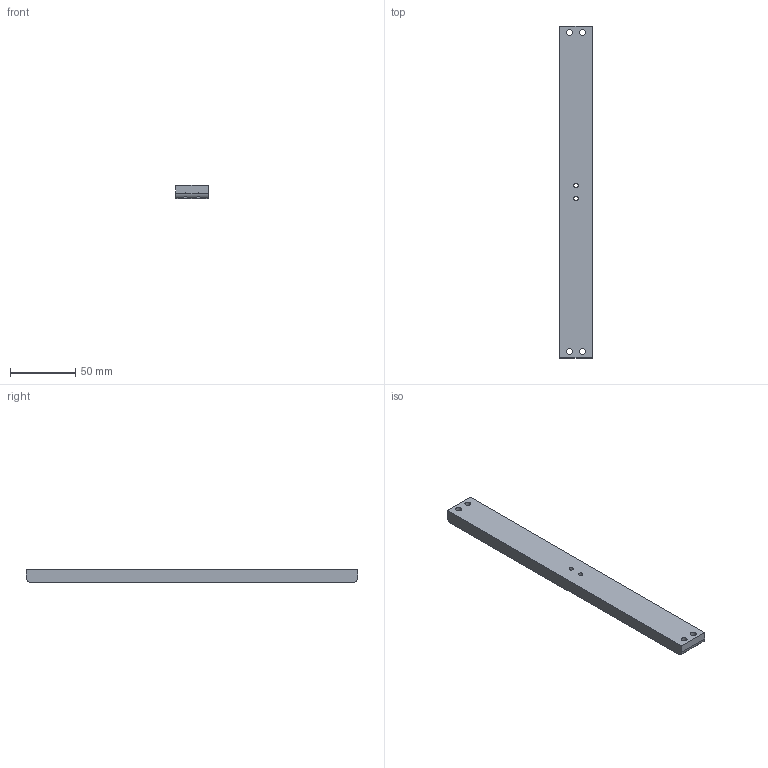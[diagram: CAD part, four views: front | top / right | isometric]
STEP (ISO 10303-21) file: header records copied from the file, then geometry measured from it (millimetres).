
FILE_DESCRIPTION (( 'STEP AP203' ), '1' );
FILE_NAME ('ROV-USI-002A-RENFORT LEVAGE.STEP', '2024-05-23T07:44:03', ( '' ), ( '' ), 'SwSTEP 2.0', 'SolidWorks 2016', '' );
FILE_SCHEMA (( 'CONFIG_CONTROL_DESIGN' ));
Length unit declared in the file: millimetre
Products named in the file (1): ROV-USI-002A-RENFORT LEVAGE
Bounding box: 25 x 255 x 10 mm (x, y, z)
Volume: 61745 mm3; surface area: 19547 mm2
Topology: 1 solids, 1 shells, 52 faces, 140 edges, 85 vertices
Faces by surface type: cylinder 32, cone 10, plane 10
Entity records: 1807 total; most frequent: CARTESIAN_POINT 400, DIRECTION 300, ORIENTED_EDGE 260, EDGE_CURVE 130, AXIS2_PLACEMENT_3D 121, VERTEX_POINT 85, EDGE_LOOP 69, CIRCLE 68
